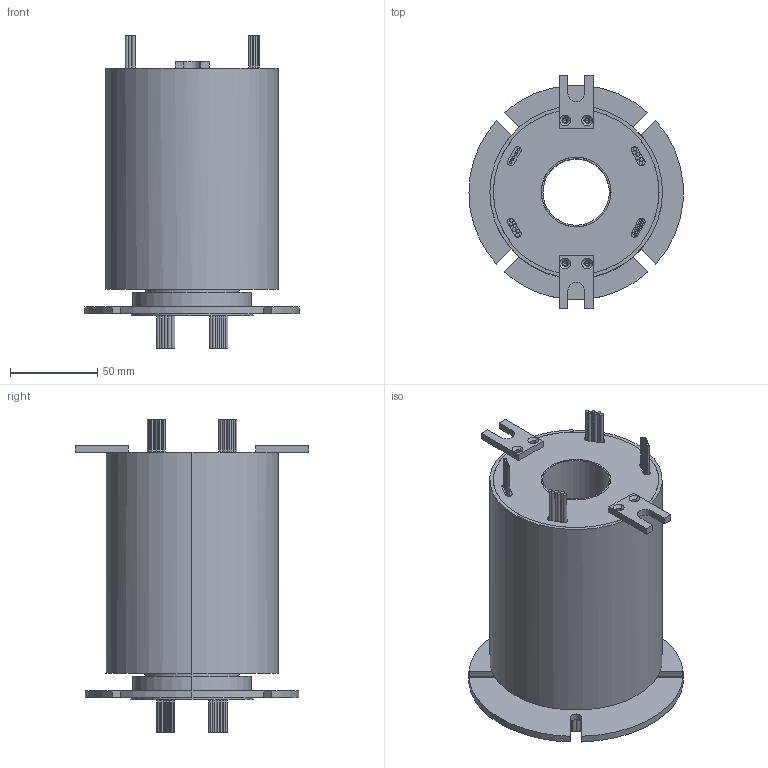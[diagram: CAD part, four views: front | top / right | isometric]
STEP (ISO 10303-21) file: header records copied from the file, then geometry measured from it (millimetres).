
FILE_DESCRIPTION (( 'STEP AP203' ), '1' );
FILE_NAME ('RX00723002.STEP', '2020-07-28T00:35:33', ( '微软用户' ), ( '微软中国' ), 'SwSTEP 2.0', 'SolidWorks 2014', '' );
FILE_SCHEMA (( 'CONFIG_CONTROL_DESIGN' ));
Length unit declared in the file: millimetre
Products named in the file (1): RX00723002
Bounding box: 122.8 x 134 x 179.8 mm (x, y, z)
Volume: 903177.3 mm3; surface area: 102492 mm2
Topology: 1 solids, 1 shells, 348 faces, 779 edges, 506 vertices
Faces by surface type: cylinder 211, plane 121, cone 16
Entity records: 9894 total; most frequent: DIRECTION 1911, CARTESIAN_POINT 1626, ORIENTED_EDGE 1542, AXIS2_PLACEMENT_3D 791, EDGE_CURVE 771, VERTEX_POINT 506, CIRCLE 442, EDGE_LOOP 435
